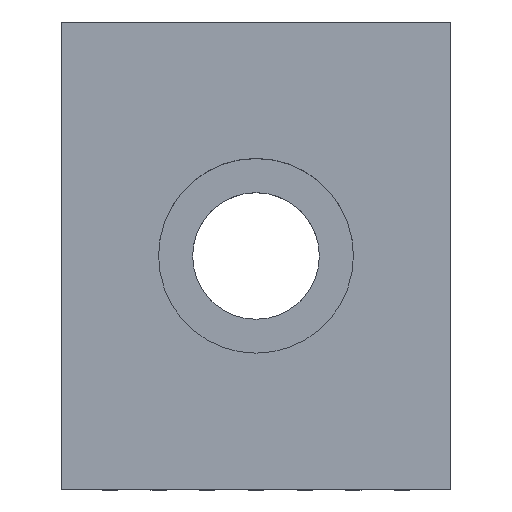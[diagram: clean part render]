
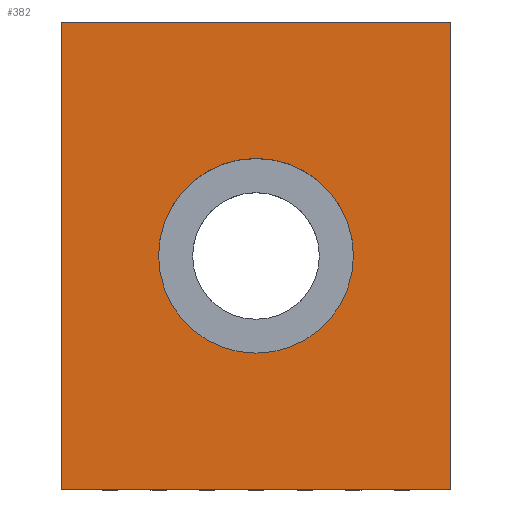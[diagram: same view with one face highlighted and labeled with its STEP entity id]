
A CAD part, top view. The second image highlights one B-rep face of the part: STEP entity #382.
In plain terms, the highlighted planar face has unit normal (0, 0, 1).
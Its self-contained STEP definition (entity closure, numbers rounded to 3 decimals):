
#382=ADVANCED_FACE('',(#1004,#1005),#1006,.T.);
#1004=FACE_BOUND('',#1630,.T.);
#1005=FACE_OUTER_BOUND('',#1631,.T.);
#1006=PLANE('',#1632);
#1630=EDGE_LOOP('',(#3881,#3882));
#1631=EDGE_LOOP('',(#3883,#3884,#3885,#3886));
#1632=AXIS2_PLACEMENT_3D('',#3887,#3888,#3889);
#3881=ORIENTED_EDGE('',*,*,#4537,.T.);
#3882=ORIENTED_EDGE('',*,*,#4163,.T.);
#3883=ORIENTED_EDGE('',*,*,#4617,.F.);
#3884=ORIENTED_EDGE('',*,*,#4467,.T.);
#3885=ORIENTED_EDGE('',*,*,#4616,.T.);
#3886=ORIENTED_EDGE('',*,*,#4618,.T.);
#3887=CARTESIAN_POINT('',(20.,0.,29.3));
#3888=DIRECTION('',(0.,0.,1.0));
#3889=DIRECTION('',(0.,1.0,0.));
#4163=EDGE_CURVE('',#5021,#5025,#5027,.T.);
#4467=EDGE_CURVE('',#5455,#5456,#5457,.T.);
#4537=EDGE_CURVE('',#5025,#5021,#5553,.T.);
#4616=EDGE_CURVE('',#5456,#5673,#5675,.T.);
#4617=EDGE_CURVE('',#5455,#5676,#5677,.T.);
#4618=EDGE_CURVE('',#5673,#5676,#5678,.T.);
#5021=VERTEX_POINT('',#6192);
#5025=VERTEX_POINT('',#6197);
#5027=CIRCLE('',#6200,10.);
#5455=VERTEX_POINT('',#6944);
#5456=VERTEX_POINT('',#6945);
#5457=LINE('',#6946,#6947);
#5553=CIRCLE('',#7112,10.);
#5673=VERTEX_POINT('',#7312);
#5675=LINE('',#7315,#7316);
#5676=VERTEX_POINT('',#7317);
#5677=LINE('',#7318,#7319);
#5678=LINE('',#7320,#7321);
#6192=CARTESIAN_POINT('',(10.,0.,29.3));
#6197=CARTESIAN_POINT('',(-10.,0.,29.3));
#6200=AXIS2_PLACEMENT_3D('',#7922,#7923,#7924);
#6944=CARTESIAN_POINT('',(-20.,-24.0,29.3));
#6945=CARTESIAN_POINT('',(20.,-24.0,29.3));
#6946=CARTESIAN_POINT('',(-20.,-24.0,29.3));
#6947=VECTOR('',#8488,1.0);
#7112=AXIS2_PLACEMENT_3D('',#8630,#8631,#8632);
#7312=CARTESIAN_POINT('',(20.,24.0,29.3));
#7315=CARTESIAN_POINT('',(20.,0.,29.3));
#7316=VECTOR('',#8736,1.0);
#7317=CARTESIAN_POINT('',(-20.,24.0,29.3));
#7318=CARTESIAN_POINT('',(-20.,0.,29.3));
#7319=VECTOR('',#8737,1.0);
#7320=CARTESIAN_POINT('',(-20.,24.0,29.3));
#7321=VECTOR('',#8738,1.0);
#7922=CARTESIAN_POINT('',(0.,0.,29.3));
#7923=DIRECTION('',(0.,0.,-1.0));
#7924=DIRECTION('',(1.0,0.,0.));
#8488=DIRECTION('',(1.0,0.,0.0));
#8630=CARTESIAN_POINT('',(0.,0.,29.3));
#8631=DIRECTION('',(0.,0.,-1.0));
#8632=DIRECTION('',(1.0,0.,0.));
#8736=DIRECTION('',(0.,1.0,0.));
#8737=DIRECTION('',(0.,1.0,0.));
#8738=DIRECTION('',(-1.0,0.,0.0));
